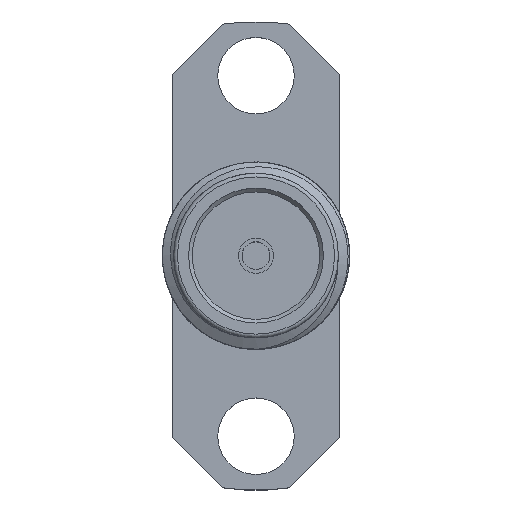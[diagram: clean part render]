
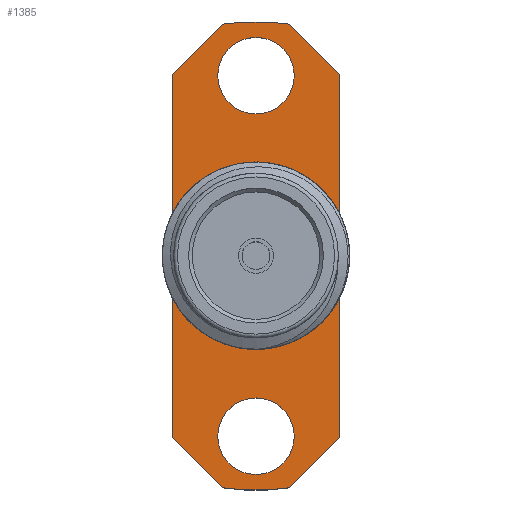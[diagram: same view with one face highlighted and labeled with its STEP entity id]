
A CAD part, top view. The second image highlights one B-rep face of the part: STEP entity #1385.
In plain terms, the highlighted planar face has unit normal (0, 0, 1).
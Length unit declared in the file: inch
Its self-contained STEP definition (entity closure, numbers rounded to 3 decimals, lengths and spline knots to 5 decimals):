
#30 = CARTESIAN_POINT ( 'NONE',  ( 0.04472, 0.30928, -0.31 ) ) ;
#31 = VERTEX_POINT ( 'NONE', #2544 ) ;
#37 = CARTESIAN_POINT ( 'NONE',  ( 0., 0., -0.31 ) ) ;
#74 = DIRECTION ( 'NONE',  ( 0., 0., 1. ) ) ;
#89 = AXIS2_PLACEMENT_3D ( 'NONE', #736, #1571, #1379 ) ;
#97 = LINE ( 'NONE', #1787, #613 ) ;
#133 = VECTOR ( 'NONE', #2645, 39.37008 ) ;
#174 = VERTEX_POINT ( 'NONE', #1131 ) ;
#195 = LINE ( 'NONE', #1828, #2530 ) ;
#201 = DIRECTION ( 'NONE',  ( -0.707, 0.707, 0. ) ) ;
#239 = DIRECTION ( 'NONE',  ( 0., -1., 0. ) ) ;
#258 = AXIS2_PLACEMENT_3D ( 'NONE', #1038, #1253, #2079 ) ;
#268 = ORIENTED_EDGE ( 'NONE', *, *, #620, .T. ) ;
#278 = DIRECTION ( 'NONE',  ( 0.707, 0.707, 0. ) ) ;
#289 = CARTESIAN_POINT ( 'NONE',  ( 0., 0., -0.31 ) ) ;
#351 = DIRECTION ( 'NONE',  ( 0., 0., 1. ) ) ;
#392 = VECTOR ( 'NONE', #201, 39.37008 ) ;
#404 = LINE ( 'NONE', #1243, #392 ) ;
#442 = CARTESIAN_POINT ( 'NONE',  ( 0., -0.2405, -0.31 ) ) ;
#465 = EDGE_CURVE ( 'NONE', #31, #1652, #195, .T. ) ;
#553 = ORIENTED_EDGE ( 'NONE', *, *, #1996, .T. ) ;
#563 = VECTOR ( 'NONE', #2678, 39.37008 ) ;
#613 = VECTOR ( 'NONE', #777, 39.37008 ) ;
#620 = EDGE_CURVE ( 'NONE', #2068, #1268, #807, .T. ) ;
#634 = EDGE_CURVE ( 'NONE', #1017, #1017, #2358, .T. ) ;
#650 = EDGE_LOOP ( 'NONE', ( #808 ) ) ;
#707 = VERTEX_POINT ( 'NONE', #30 ) ;
#736 = CARTESIAN_POINT ( 'NONE',  ( 0., 0., -0.31 ) ) ;
#737 = AXIS2_PLACEMENT_3D ( 'NONE', #289, #74, #1902 ) ;
#777 = DIRECTION ( 'NONE',  ( 0.707, -0.707, 0. ) ) ;
#782 = CIRCLE ( 'NONE', #971, 0.051 ) ;
#807 = LINE ( 'NONE', #1018, #563 ) ;
#808 = ORIENTED_EDGE ( 'NONE', *, *, #1962, .F. ) ;
#847 = CARTESIAN_POINT ( 'NONE',  ( 0.04472, -0.30928, -0.31 ) ) ;
#971 = AXIS2_PLACEMENT_3D ( 'NONE', #442, #351, #2659 ) ;
#1017 = VERTEX_POINT ( 'NONE', #1466 ) ;
#1018 = CARTESIAN_POINT ( 'NONE',  ( -0.1115, 0.2425, -0.31 ) ) ;
#1033 = ORIENTED_EDGE ( 'NONE', *, *, #1111, .T. ) ;
#1038 = CARTESIAN_POINT ( 'NONE',  ( 0., 0., -0.31 ) ) ;
#1111 = EDGE_CURVE ( 'NONE', #1652, #707, #404, .T. ) ;
#1118 = FACE_BOUND ( 'NONE', #2127, .T. ) ;
#1123 = EDGE_CURVE ( 'NONE', #174, #2699, #1914, .T. ) ;
#1131 = CARTESIAN_POINT ( 'NONE',  ( -0.04472, -0.30928, -0.31 ) ) ;
#1225 = EDGE_CURVE ( 'NONE', #2699, #31, #2376, .T. ) ;
#1243 = CARTESIAN_POINT ( 'NONE',  ( 0.0415, 0.3125, -0.31 ) ) ;
#1248 = ORIENTED_EDGE ( 'NONE', *, *, #2517, .F. ) ;
#1253 = DIRECTION ( 'NONE',  ( 0., 0., 1. ) ) ;
#1268 = VERTEX_POINT ( 'NONE', #1929 ) ;
#1280 = FACE_BOUND ( 'NONE', #650, .T. ) ;
#1309 = VECTOR ( 'NONE', #278, 39.37008 ) ;
#1321 = EDGE_CURVE ( 'NONE', #707, #2068, #2480, .T. ) ;
#1348 = CIRCLE ( 'NONE', #89, 0.10989 ) ;
#1379 = DIRECTION ( 'NONE',  ( -1., 0., 0. ) ) ;
#1385 = ADVANCED_FACE ( 'NONE', ( #1549, #1280, #1118, #2105 ), #1915, .F. ) ;
#1423 = VERTEX_POINT ( 'NONE', #2043 ) ;
#1432 = VERTEX_POINT ( 'NONE', #2337 ) ;
#1456 = ORIENTED_EDGE ( 'NONE', *, *, #1321, .T. ) ;
#1466 = CARTESIAN_POINT ( 'NONE',  ( 0.051, 0.2405, -0.31 ) ) ;
#1468 = ORIENTED_EDGE ( 'NONE', *, *, #465, .T. ) ;
#1475 = ORIENTED_EDGE ( 'NONE', *, *, #2467, .T. ) ;
#1481 = ORIENTED_EDGE ( 'NONE', *, *, #1123, .T. ) ;
#1521 = EDGE_LOOP ( 'NONE', ( #1456, #268, #553, #1475, #1481, #1878, #1468, #1033 ) ) ;
#1549 = FACE_BOUND ( 'NONE', #1863, .T. ) ;
#1571 = DIRECTION ( 'NONE',  ( 0., 0., 1. ) ) ;
#1652 = VERTEX_POINT ( 'NONE', #2382 ) ;
#1660 = AXIS2_PLACEMENT_3D ( 'NONE', #2470, #1856, #2483 ) ;
#1741 = AXIS2_PLACEMENT_3D ( 'NONE', #37, #2326, #239 ) ;
#1787 = CARTESIAN_POINT ( 'NONE',  ( -0.0415, -0.3125, -0.31 ) ) ;
#1810 = LINE ( 'NONE', #2013, #133 ) ;
#1828 = CARTESIAN_POINT ( 'NONE',  ( 0.1115, -0.3125, -0.31 ) ) ;
#1856 = DIRECTION ( 'NONE',  ( 0., 0., 1. ) ) ;
#1863 = EDGE_LOOP ( 'NONE', ( #1248 ) ) ;
#1878 = ORIENTED_EDGE ( 'NONE', *, *, #1225, .T. ) ;
#1885 = ORIENTED_EDGE ( 'NONE', *, *, #634, .F. ) ;
#1902 = DIRECTION ( 'NONE',  ( 1., 0., 0. ) ) ;
#1914 = CIRCLE ( 'NONE', #258, 0.3125 ) ;
#1915 = PLANE ( 'NONE',  #1741 ) ;
#1929 = CARTESIAN_POINT ( 'NONE',  ( -0.1115, 0.2425, -0.31 ) ) ;
#1962 = EDGE_CURVE ( 'NONE', #1423, #1423, #782, .T. ) ;
#1996 = EDGE_CURVE ( 'NONE', #1268, #1432, #1810, .T. ) ;
#2013 = CARTESIAN_POINT ( 'NONE',  ( -0.1115, -0.3125, -0.31 ) ) ;
#2043 = CARTESIAN_POINT ( 'NONE',  ( 0.051, -0.2405, -0.31 ) ) ;
#2068 = VERTEX_POINT ( 'NONE', #2689 ) ;
#2079 = DIRECTION ( 'NONE',  ( 1., 0., 0. ) ) ;
#2105 = FACE_OUTER_BOUND ( 'NONE', #1521, .T. ) ;
#2127 = EDGE_LOOP ( 'NONE', ( #1885 ) ) ;
#2326 = DIRECTION ( 'NONE',  ( 0., 0., -1. ) ) ;
#2337 = CARTESIAN_POINT ( 'NONE',  ( -0.1115, -0.2425, -0.31 ) ) ;
#2358 = CIRCLE ( 'NONE', #1660, 0.051 ) ;
#2376 = LINE ( 'NONE', #2581, #1309 ) ;
#2382 = CARTESIAN_POINT ( 'NONE',  ( 0.1115, 0.2425, -0.31 ) ) ;
#2467 = EDGE_CURVE ( 'NONE', #1432, #174, #97, .T. ) ;
#2469 = VERTEX_POINT ( 'NONE', #2495 ) ;
#2470 = CARTESIAN_POINT ( 'NONE',  ( 0., 0.2405, -0.31 ) ) ;
#2480 = CIRCLE ( 'NONE', #737, 0.3125 ) ;
#2483 = DIRECTION ( 'NONE',  ( 1., 0., 0. ) ) ;
#2495 = CARTESIAN_POINT ( 'NONE',  ( -0.10989, 0., -0.31 ) ) ;
#2517 = EDGE_CURVE ( 'NONE', #2469, #2469, #1348, .T. ) ;
#2530 = VECTOR ( 'NONE', #2663, 39.37008 ) ;
#2544 = CARTESIAN_POINT ( 'NONE',  ( 0.1115, -0.2425, -0.31 ) ) ;
#2581 = CARTESIAN_POINT ( 'NONE',  ( 0.1115, -0.2425, -0.31 ) ) ;
#2645 = DIRECTION ( 'NONE',  ( 0., -1., 0. ) ) ;
#2659 = DIRECTION ( 'NONE',  ( 1., 0., 0. ) ) ;
#2663 = DIRECTION ( 'NONE',  ( 0., 1., 0. ) ) ;
#2678 = DIRECTION ( 'NONE',  ( -0.707, -0.707, 0. ) ) ;
#2689 = CARTESIAN_POINT ( 'NONE',  ( -0.04472, 0.30928, -0.31 ) ) ;
#2699 = VERTEX_POINT ( 'NONE', #847 ) ;
